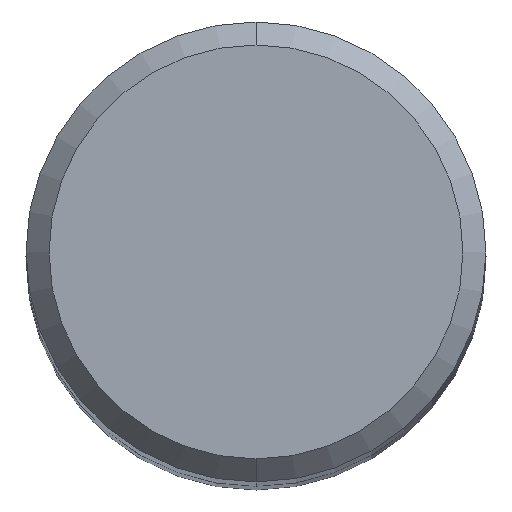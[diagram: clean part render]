
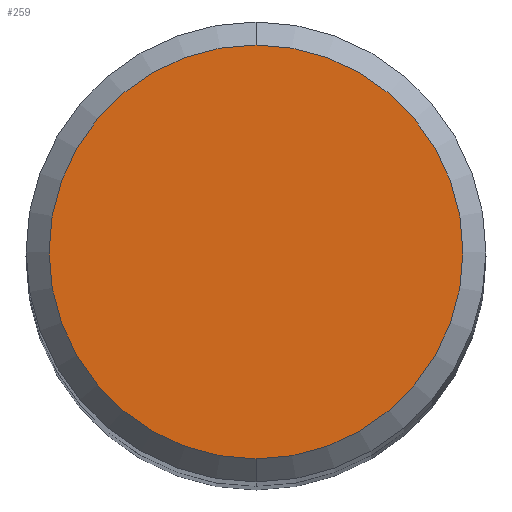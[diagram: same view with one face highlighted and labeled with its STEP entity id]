
A CAD part, top view. The second image highlights one B-rep face of the part: STEP entity #259.
In plain terms, the highlighted planar face has unit normal (0, 0, 1).
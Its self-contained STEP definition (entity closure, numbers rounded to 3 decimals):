
#191=EDGE_CURVE('',#283,#289,#470,.T.);
#259=ADVANCED_FACE('',(#545),#546,.T.);
#283=VERTEX_POINT('',#571);
#289=VERTEX_POINT('',#577);
#333=EDGE_CURVE('',#289,#283,#625,.T.);
#470=CIRCLE('',#831,9.0);
#545=FACE_OUTER_BOUND('',#1050,.T.);
#546=PLANE('',#1051);
#571=CARTESIAN_POINT('',(0.0,9.0,0.0));
#577=CARTESIAN_POINT('',(0.,-9.0,0.0));
#625=CIRCLE('',#1224,9.0);
#831=AXIS2_PLACEMENT_3D('',#1526,#1527,#1528);
#1050=EDGE_LOOP('',(#1601,#1602));
#1051=AXIS2_PLACEMENT_3D('',#1603,#1604,#1605);
#1224=AXIS2_PLACEMENT_3D('',#1675,#1676,#1677);
#1526=CARTESIAN_POINT('',(0.0,0.0,0.0));
#1527=DIRECTION('',(0.0,0.0,-1.0));
#1528=DIRECTION('',(0.0,1.0,0.0));
#1601=ORIENTED_EDGE('',*,*,#191,.F.);
#1602=ORIENTED_EDGE('',*,*,#333,.F.);
#1603=CARTESIAN_POINT('',(0.0,4.5,0.0));
#1604=DIRECTION('',(-0.0,0.0,1.0));
#1605=DIRECTION('',(0.0,-1.0,0.0));
#1675=CARTESIAN_POINT('',(0.0,0.0,0.0));
#1676=DIRECTION('',(0.0,0.0,-1.0));
#1677=DIRECTION('',(0.0,1.0,0.0));
